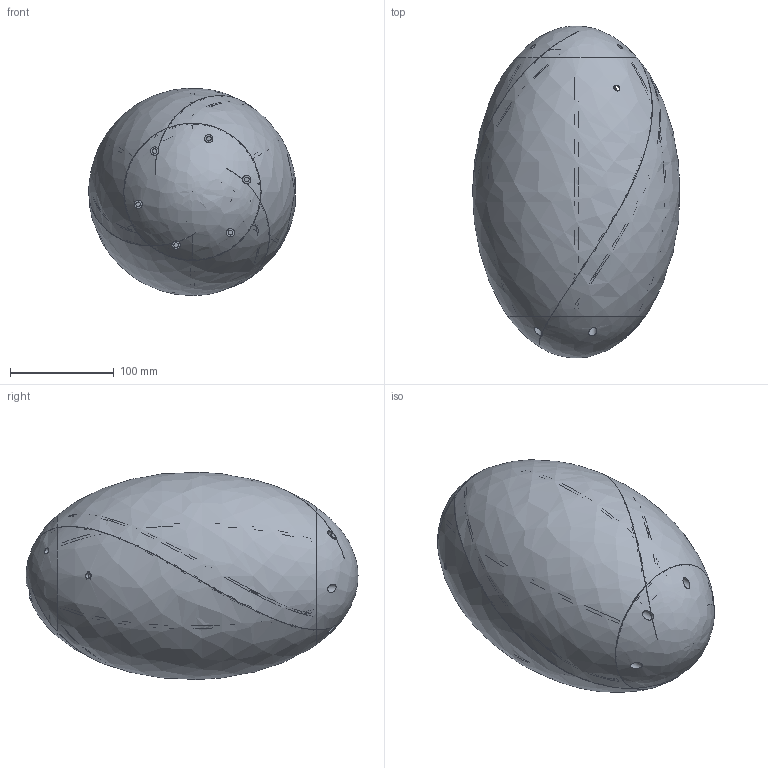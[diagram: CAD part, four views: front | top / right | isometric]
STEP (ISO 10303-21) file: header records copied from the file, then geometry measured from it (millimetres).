
FILE_DESCRIPTION(/* description */ (''),/* implementation_level */ '2;1');
FILE_NAME(/* name */ 'assembly.stp',/* time_stamp */ '2022-09-26T22:46:38+02:00',/* author */ ('bananenbrot'),/* organization */ (''),/* preprocessor_version */ 'ST-DEVELOPER v19',/* originating_system */ 'Autodesk Inventor 2023',/* authorisation */ '');
FILE_SCHEMA (('AUTOMOTIVE_DESIGN { 1 0 10303 214 3 1 1 }'));
Length unit declared in the file: inch
Products named in the file (10): Assembly1; vase_v2._tom; Spant; top_centering_ring; lower_centering_ring; Spant2; deckel; boden; klaue; platte3
Assembly tree (13 placements, depth 2):
  Assembly1
    vase_v2._tom
    Spant  x3
    top_centering_ring
    lower_centering_ring
    Spant2  x3
    deckel
    boden
    klaue
    platte3
Bounding box: 199.1 x 320 x 199.72 mm (x, y, z)
Volume: 591950.4 mm3; surface area: 572872.4 mm2
Topology: 13 solids, 13 shells, 650 faces, 1813 edges, 1220 vertices
Faces by surface type: cylinder 218, bspline 208, plane 201, cone 21, sphere 2
Full cylindrical faces by diameter (mm): 4 x171, 4.5 x18, 6 x12, 8 x6, 79.188 x1, 90 x1
Entity records: 37527 total; most frequent: CARTESIAN_POINT 22438, ORIENTED_EDGE 3226, DIRECTION 2488, EDGE_CURVE 1613, VERTEX_POINT 1079, EDGE_LOOP 1016, AXIS2_PLACEMENT_3D 965, FACE_OUTER_BOUND 578
